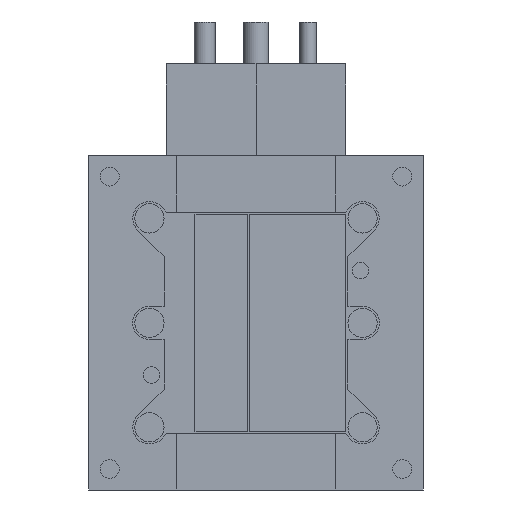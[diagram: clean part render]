
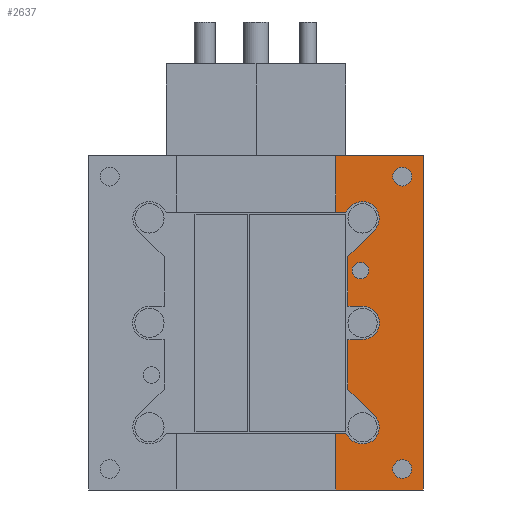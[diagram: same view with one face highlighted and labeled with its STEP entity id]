
A CAD part, front view. The second image highlights one B-rep face of the part: STEP entity #2637.
In plain terms, the highlighted planar face has unit normal (0, -1, 0).
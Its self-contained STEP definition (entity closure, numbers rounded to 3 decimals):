
#77=CARTESIAN_POINT('',(35.,0.,-35.));
#78=DIRECTION('',(0.,1.,0.));
#79=DIRECTION('',(1.,0.,0.));
#80=AXIS2_PLACEMENT_3D('',#77,#78,#79);
#82=CARTESIAN_POINT('',(35.,0.,-35.));
#83=DIRECTION('',(0.,1.,0.));
#84=DIRECTION('',(-1.,0.,0.));
#85=AXIS2_PLACEMENT_3D('',#82,#83,#84);
#87=CARTESIAN_POINT('',(35.,0.,35.));
#88=DIRECTION('',(0.,-1.,0.));
#89=DIRECTION('',(1.,0.,0.));
#90=AXIS2_PLACEMENT_3D('',#87,#88,#89);
#92=CARTESIAN_POINT('',(35.,0.,35.));
#93=DIRECTION('',(0.,-1.,0.));
#94=DIRECTION('',(-1.,0.,0.));
#95=AXIS2_PLACEMENT_3D('',#92,#93,#94);
#127=CARTESIAN_POINT('',(25.,0.,12.5));
#128=DIRECTION('',(0.,1.,0.));
#129=DIRECTION('',(-1.,0.,0.));
#130=AXIS2_PLACEMENT_3D('',#127,#128,#129);
#132=CARTESIAN_POINT('',(25.,0.,12.5));
#133=DIRECTION('',(0.,1.,0.));
#134=DIRECTION('',(1.,0.,0.));
#135=AXIS2_PLACEMENT_3D('',#132,#133,#134);
#137=DIRECTION('',(-1.,0.,0.));
#138=VECTOR('',#137,3.5);
#139=CARTESIAN_POINT('',(25.5,0.,4.));
#140=LINE('',#139,#138);
#141=DIRECTION('',(0.707,0.,0.707));
#142=VECTOR('',#141,8.95);
#143=CARTESIAN_POINT('',(22.,0.,15.843));
#144=LINE('',#143,#142);
#145=DIRECTION('',(-0.707,0.,-0.707));
#146=VECTOR('',#145,1.879);
#147=CARTESIAN_POINT('',(22.672,0.,27.828));
#148=LINE('',#147,#146);
#149=DIRECTION('',(-1.,0.,0.));
#150=VECTOR('',#149,2.293);
#151=CARTESIAN_POINT('',(21.343,0.,26.5));
#152=LINE('',#151,#150);
#153=DIRECTION('',(0.,0.,1.));
#154=VECTOR('',#153,13.5);
#155=CARTESIAN_POINT('',(19.05,0.,26.5));
#156=LINE('',#155,#154);
#157=DIRECTION('',(1.,0.,0.));
#158=VECTOR('',#157,20.95);
#159=CARTESIAN_POINT('',(19.05,0.,40.));
#160=LINE('',#159,#158);
#161=DIRECTION('',(-1.,0.,0.));
#162=VECTOR('',#161,20.95);
#163=CARTESIAN_POINT('',(40.,0.,-40.));
#164=LINE('',#163,#162);
#165=DIRECTION('',(0.,0.,1.));
#166=VECTOR('',#165,13.5);
#167=CARTESIAN_POINT('',(19.05,0.,-40.));
#168=LINE('',#167,#166);
#169=DIRECTION('',(1.,0.,0.));
#170=VECTOR('',#169,2.293);
#171=CARTESIAN_POINT('',(19.05,0.,-26.5));
#172=LINE('',#171,#170);
#173=DIRECTION('',(-0.707,0.,0.707));
#174=VECTOR('',#173,1.879);
#175=CARTESIAN_POINT('',(22.672,0.,-27.828));
#176=LINE('',#175,#174);
#177=DIRECTION('',(0.707,0.,-0.707));
#178=VECTOR('',#177,8.95);
#179=CARTESIAN_POINT('',(22.,0.,-15.843));
#180=LINE('',#179,#178);
#181=DIRECTION('',(1.,0.,0.));
#182=VECTOR('',#181,3.5);
#183=CARTESIAN_POINT('',(22.,0.,-4.));
#184=LINE('',#183,#182);
#185=CARTESIAN_POINT('',(25.5,0.,0.));
#186=DIRECTION('',(0.,-1.,0.));
#187=DIRECTION('',(0.,0.,-1.));
#188=AXIS2_PLACEMENT_3D('',#185,#186,#187);
#294=DIRECTION('',(0.,0.,1.));
#295=VECTOR('',#294,80.);
#296=CARTESIAN_POINT('',(40.,0.,-40.));
#297=LINE('',#296,#295);
#760=CARTESIAN_POINT('',(25.5,0.,25.));
#761=DIRECTION('',(0.,1.,0.));
#762=DIRECTION('',(-0.707,0.,0.707));
#763=AXIS2_PLACEMENT_3D('',#760,#761,#762);
#786=DIRECTION('',(0.,0.,-1.));
#787=VECTOR('',#786,11.843);
#788=CARTESIAN_POINT('',(22.,0.,15.843));
#789=LINE('',#788,#787);
#794=DIRECTION('',(0.,0.,-1.));
#795=VECTOR('',#794,11.843);
#796=CARTESIAN_POINT('',(22.,0.,-4.));
#797=LINE('',#796,#795);
#823=CARTESIAN_POINT('',(25.5,0.,-25.));
#824=DIRECTION('',(0.,1.,0.));
#825=DIRECTION('',(0.707,0.,0.707));
#826=AXIS2_PLACEMENT_3D('',#823,#824,#825);
#1887=CARTESIAN_POINT('',(40.,0.,-40.));
#1889=VERTEX_POINT('',#1887);
#1911=CARTESIAN_POINT('',(40.,0.,40.));
#1913=VERTEX_POINT('',#1911);
#2083=CARTESIAN_POINT('',(37.25,0.,-35.));
#2084=CARTESIAN_POINT('',(32.75,0.,-35.));
#2085=VERTEX_POINT('',#2083);
#2086=VERTEX_POINT('',#2084);
#2099=CARTESIAN_POINT('',(37.25,0.,35.));
#2100=CARTESIAN_POINT('',(32.75,0.,35.));
#2101=VERTEX_POINT('',#2099);
#2102=VERTEX_POINT('',#2100);
#2139=CARTESIAN_POINT('',(19.05,0.,-40.));
#2141=VERTEX_POINT('',#2139);
#2147=CARTESIAN_POINT('',(19.05,0.,40.));
#2149=VERTEX_POINT('',#2147);
#2155=CARTESIAN_POINT('',(19.05,0.,-26.5));
#2157=VERTEX_POINT('',#2155);
#2159=CARTESIAN_POINT('',(19.05,0.,26.5));
#2161=VERTEX_POINT('',#2159);
#2171=CARTESIAN_POINT('',(22.672,0.,27.828));
#2172=CARTESIAN_POINT('',(21.343,0.,26.5));
#2173=VERTEX_POINT('',#2171);
#2174=VERTEX_POINT('',#2172);
#2175=CARTESIAN_POINT('',(22.,0.,15.843));
#2176=CARTESIAN_POINT('',(28.328,0.,22.172));
#2177=VERTEX_POINT('',#2175);
#2178=VERTEX_POINT('',#2176);
#2203=CARTESIAN_POINT('',(22.672,0.,-27.828));
#2204=CARTESIAN_POINT('',(21.343,0.,-26.5));
#2205=VERTEX_POINT('',#2203);
#2206=VERTEX_POINT('',#2204);
#2207=CARTESIAN_POINT('',(22.,0.,-15.843));
#2208=CARTESIAN_POINT('',(28.328,0.,-22.172));
#2209=VERTEX_POINT('',#2207);
#2210=VERTEX_POINT('',#2208);
#2343=CARTESIAN_POINT('',(22.996,0.,12.5));
#2344=CARTESIAN_POINT('',(27.004,0.,12.5));
#2345=VERTEX_POINT('',#2343);
#2346=VERTEX_POINT('',#2344);
#2351=CARTESIAN_POINT('',(25.5,0.,4.));
#2352=CARTESIAN_POINT('',(22.,0.,4.));
#2353=VERTEX_POINT('',#2351);
#2354=VERTEX_POINT('',#2352);
#2355=CARTESIAN_POINT('',(22.,0.,-4.));
#2356=CARTESIAN_POINT('',(25.5,0.,-4.));
#2357=VERTEX_POINT('',#2355);
#2358=VERTEX_POINT('',#2356);
#2580=CARTESIAN_POINT('',(0.,0.,-40.));
#2581=DIRECTION('',(0.,-1.,0.));
#2582=DIRECTION('',(1.,0.,0.));
#2583=AXIS2_PLACEMENT_3D('',#2580,#2581,#2582);
#2584=PLANE('',#2583);
#2586=ORIENTED_EDGE('',*,*,#2585,.T.);
#2588=ORIENTED_EDGE('',*,*,#2587,.F.);
#2590=ORIENTED_EDGE('',*,*,#2589,.T.);
#2592=ORIENTED_EDGE('',*,*,#2591,.F.);
#2594=ORIENTED_EDGE('',*,*,#2593,.T.);
#2596=ORIENTED_EDGE('',*,*,#2595,.T.);
#2597=ORIENTED_EDGE('',*,*,#2537,.T.);
#2599=ORIENTED_EDGE('',*,*,#2598,.T.);
#2601=ORIENTED_EDGE('',*,*,#2600,.F.);
#2602=ORIENTED_EDGE('',*,*,#2478,.T.);
#2603=ORIENTED_EDGE('',*,*,#2518,.T.);
#2604=ORIENTED_EDGE('',*,*,#2553,.T.);
#2606=ORIENTED_EDGE('',*,*,#2605,.F.);
#2608=ORIENTED_EDGE('',*,*,#2607,.F.);
#2610=ORIENTED_EDGE('',*,*,#2609,.F.);
#2612=ORIENTED_EDGE('',*,*,#2611,.F.);
#2614=ORIENTED_EDGE('',*,*,#2613,.T.);
#2616=ORIENTED_EDGE('',*,*,#2615,.T.);
#2617=EDGE_LOOP('',(#2586,#2588,#2590,#2592,#2594,#2596,#2597,#2599,#2601,#2602,
#2603,#2604,#2606,#2608,#2610,#2612,#2614,#2616));
#2618=FACE_OUTER_BOUND('',#2617,.F.);
#2620=ORIENTED_EDGE('',*,*,#2619,.F.);
#2622=ORIENTED_EDGE('',*,*,#2621,.F.);
#2623=EDGE_LOOP('',(#2620,#2622));
#2624=FACE_BOUND('',#2623,.F.);
#2626=ORIENTED_EDGE('',*,*,#2625,.T.);
#2628=ORIENTED_EDGE('',*,*,#2627,.T.);
#2629=EDGE_LOOP('',(#2626,#2628));
#2630=FACE_BOUND('',#2629,.F.);
#2632=ORIENTED_EDGE('',*,*,#2631,.F.);
#2634=ORIENTED_EDGE('',*,*,#2633,.F.);
#2635=EDGE_LOOP('',(#2632,#2634));
#2636=FACE_BOUND('',#2635,.F.);
#2637=ADVANCED_FACE('',(#2618,#2624,#2630,#2636),#2584,.T.);
#81=CIRCLE('',#80,2.25);
#86=CIRCLE('',#85,2.25);
#91=CIRCLE('',#90,2.25);
#96=CIRCLE('',#95,2.25);
#131=CIRCLE('',#130,2.004);
#136=CIRCLE('',#135,2.004);
#189=CIRCLE('',#188,4.);
#764=CIRCLE('',#763,4.);
#827=CIRCLE('',#826,4.);
#2478=EDGE_CURVE('',#1889,#2141,#164,.T.);
#2518=EDGE_CURVE('',#2141,#2157,#168,.T.);
#2537=EDGE_CURVE('',#2161,#2149,#156,.T.);
#2553=EDGE_CURVE('',#2157,#2206,#172,.T.);
#2585=EDGE_CURVE('',#2353,#2354,#140,.T.);
#2587=EDGE_CURVE('',#2177,#2354,#789,.T.);
#2589=EDGE_CURVE('',#2177,#2178,#144,.T.);
#2591=EDGE_CURVE('',#2173,#2178,#764,.T.);
#2593=EDGE_CURVE('',#2173,#2174,#148,.T.);
#2595=EDGE_CURVE('',#2174,#2161,#152,.T.);
#2598=EDGE_CURVE('',#2149,#1913,#160,.T.);
#2600=EDGE_CURVE('',#1889,#1913,#297,.T.);
#2605=EDGE_CURVE('',#2205,#2206,#176,.T.);
#2607=EDGE_CURVE('',#2210,#2205,#827,.T.);
#2609=EDGE_CURVE('',#2209,#2210,#180,.T.);
#2611=EDGE_CURVE('',#2357,#2209,#797,.T.);
#2613=EDGE_CURVE('',#2357,#2358,#184,.T.);
#2615=EDGE_CURVE('',#2358,#2353,#189,.T.);
#2619=EDGE_CURVE('',#2085,#2086,#81,.T.);
#2621=EDGE_CURVE('',#2086,#2085,#86,.T.);
#2625=EDGE_CURVE('',#2101,#2102,#91,.T.);
#2627=EDGE_CURVE('',#2102,#2101,#96,.T.);
#2631=EDGE_CURVE('',#2345,#2346,#131,.T.);
#2633=EDGE_CURVE('',#2346,#2345,#136,.T.);
